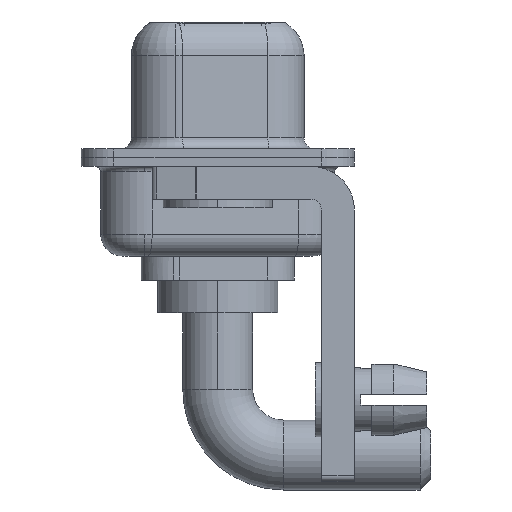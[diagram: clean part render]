
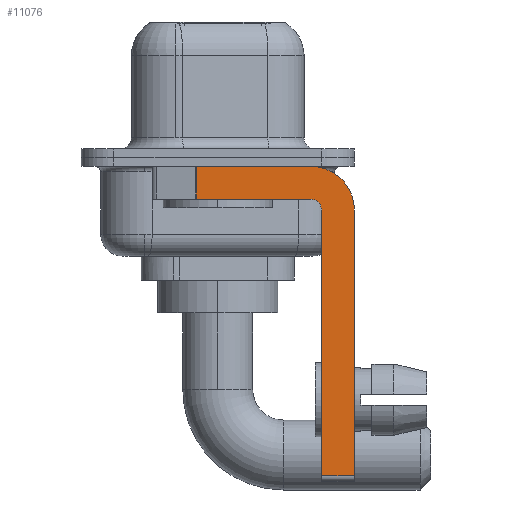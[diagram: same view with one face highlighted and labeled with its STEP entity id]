
A CAD part, left-side view. The second image highlights one B-rep face of the part: STEP entity #11076.
In plain terms, the highlighted planar face has unit normal (-1, 0, 0).
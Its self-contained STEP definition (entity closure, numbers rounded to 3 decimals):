
#128 = EDGE_CURVE ( 'NONE', #12891, #6717, #4595, .T. ) ;
#388 = DIRECTION ( 'NONE',  ( 0., 0., 1. ) ) ;
#582 = ORIENTED_EDGE ( 'NONE', *, *, #5274, .F. ) ;
#830 = CARTESIAN_POINT ( 'NONE',  ( -2.9, 3., -0.4 ) ) ;
#982 = CARTESIAN_POINT ( 'NONE',  ( -2.9, -6.25, -2.4 ) ) ;
#1309 = EDGE_CURVE ( 'NONE', #8575, #12844, #12654, .T. ) ;
#1362 = VERTEX_POINT ( 'NONE', #9876 ) ;
#1561 = VERTEX_POINT ( 'NONE', #7949 ) ;
#1776 = EDGE_CURVE ( 'NONE', #9091, #1362, #9791, .T. ) ;
#1891 = CARTESIAN_POINT ( 'NONE',  ( -2.9, -4.75, -14.55 ) ) ;
#1906 = CIRCLE ( 'NONE', #9736, 2. ) ;
#1997 = DIRECTION ( 'NONE',  ( -1., 0., 0. ) ) ;
#2039 = DIRECTION ( 'NONE',  ( 0., 1., 0. ) ) ;
#2072 = ORIENTED_EDGE ( 'NONE', *, *, #13709, .F. ) ;
#2358 = ORIENTED_EDGE ( 'NONE', *, *, #3040, .T. ) ;
#2446 = CARTESIAN_POINT ( 'NONE',  ( -2.9, -4.25, -14.55 ) ) ;
#2730 = VECTOR ( 'NONE', #388, 1000. ) ;
#2956 = ORIENTED_EDGE ( 'NONE', *, *, #128, .F. ) ;
#3040 = EDGE_CURVE ( 'NONE', #5223, #6717, #10543, .T. ) ;
#3287 = CARTESIAN_POINT ( 'NONE',  ( -2.9, -6.25, -14.55 ) ) ;
#3504 = EDGE_CURVE ( 'NONE', #5223, #8575, #7099, .T. ) ;
#3636 = PLANE ( 'NONE',  #14726 ) ;
#4021 = ORIENTED_EDGE ( 'NONE', *, *, #1776, .T. ) ;
#4595 = LINE ( 'NONE', #13589, #6202 ) ;
#5223 = VERTEX_POINT ( 'NONE', #1891 ) ;
#5274 = EDGE_CURVE ( 'NONE', #12844, #1362, #12316, .T. ) ;
#5750 = ORIENTED_EDGE ( 'NONE', *, *, #1309, .F. ) ;
#6081 = DIRECTION ( 'NONE',  ( 0., 0., -1. ) ) ;
#6202 = VECTOR ( 'NONE', #12407, 1000. ) ;
#6221 = CARTESIAN_POINT ( 'NONE',  ( -2.9, -4.25, -2.4 ) ) ;
#6717 = VERTEX_POINT ( 'NONE', #3287 ) ;
#6978 = DIRECTION ( 'NONE',  ( 0., -1., 0. ) ) ;
#7099 = LINE ( 'NONE', #9339, #2730 ) ;
#7324 = CARTESIAN_POINT ( 'NONE',  ( -2.9, 0.978, -1.9 ) ) ;
#7459 = DIRECTION ( 'NONE',  ( 0., -1., 0. ) ) ;
#7695 = CARTESIAN_POINT ( 'NONE',  ( -2.9, -4.25, -1.9 ) ) ;
#7875 = AXIS2_PLACEMENT_3D ( 'NONE', #9728, #1997, #14270 ) ;
#7949 = CARTESIAN_POINT ( 'NONE',  ( -2.9, -4.25, -0.4 ) ) ;
#8004 = DIRECTION ( 'NONE',  ( 0., 0., -1. ) ) ;
#8171 = DIRECTION ( 'NONE',  ( 1., 0., 0. ) ) ;
#8575 = VERTEX_POINT ( 'NONE', #12683 ) ;
#8580 = LINE ( 'NONE', #830, #14039 ) ;
#8861 = VECTOR ( 'NONE', #11885, 1000. ) ;
#9026 = CARTESIAN_POINT ( 'NONE',  ( -2.9, -4.25, -1.9 ) ) ;
#9091 = VERTEX_POINT ( 'NONE', #11308 ) ;
#9339 = CARTESIAN_POINT ( 'NONE',  ( -2.9, -4.75, -14.8 ) ) ;
#9728 = CARTESIAN_POINT ( 'NONE',  ( -2.9, -4.25, -2.4 ) ) ;
#9736 = AXIS2_PLACEMENT_3D ( 'NONE', #10244, #11209, #8004 ) ;
#9791 = LINE ( 'NONE', #7324, #8861 ) ;
#9848 = ORIENTED_EDGE ( 'NONE', *, *, #14101, .F. ) ;
#9876 = CARTESIAN_POINT ( 'NONE',  ( -2.9, 0.978, -1.9 ) ) ;
#10244 = CARTESIAN_POINT ( 'NONE',  ( -2.9, -4.25, -2.4 ) ) ;
#10543 = LINE ( 'NONE', #2446, #14636 ) ;
#10587 = ORIENTED_EDGE ( 'NONE', *, *, #3504, .F. ) ;
#11076 = ADVANCED_FACE ( 'NONE', ( #13834 ), #3636, .F. ) ;
#11209 = DIRECTION ( 'NONE',  ( 1., 0., 0. ) ) ;
#11308 = CARTESIAN_POINT ( 'NONE',  ( -2.9, 0.978, -0.4 ) ) ;
#11885 = DIRECTION ( 'NONE',  ( 0., 0., -1. ) ) ;
#12316 = LINE ( 'NONE', #7695, #14426 ) ;
#12407 = DIRECTION ( 'NONE',  ( 0., 0., -1. ) ) ;
#12654 = CIRCLE ( 'NONE', #7875, 0.5 ) ;
#12657 = EDGE_LOOP ( 'NONE', ( #9848, #4021, #582, #5750, #10587, #2358, #2956, #2072 ) ) ;
#12683 = CARTESIAN_POINT ( 'NONE',  ( -2.9, -4.75, -2.4 ) ) ;
#12844 = VERTEX_POINT ( 'NONE', #9026 ) ;
#12891 = VERTEX_POINT ( 'NONE', #982 ) ;
#13589 = CARTESIAN_POINT ( 'NONE',  ( -2.9, -6.25, -2.4 ) ) ;
#13709 = EDGE_CURVE ( 'NONE', #1561, #12891, #1906, .T. ) ;
#13834 = FACE_OUTER_BOUND ( 'NONE', #12657, .T. ) ;
#14039 = VECTOR ( 'NONE', #7459, 1000. ) ;
#14101 = EDGE_CURVE ( 'NONE', #9091, #1561, #8580, .T. ) ;
#14270 = DIRECTION ( 'NONE',  ( 0., 0., 1. ) ) ;
#14426 = VECTOR ( 'NONE', #2039, 1000. ) ;
#14636 = VECTOR ( 'NONE', #6978, 1000. ) ;
#14726 = AXIS2_PLACEMENT_3D ( 'NONE', #6221, #8171, #6081 ) ;
